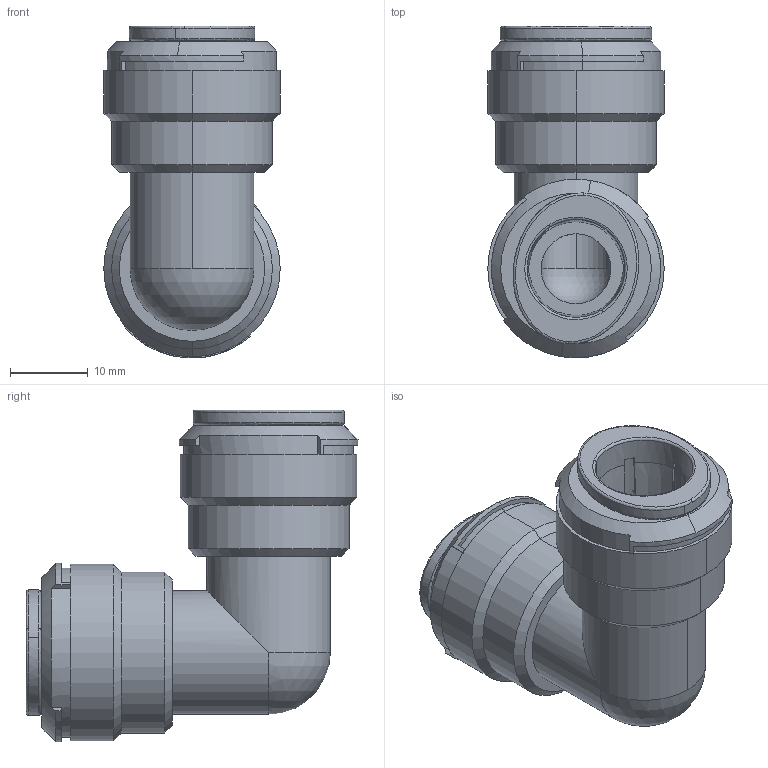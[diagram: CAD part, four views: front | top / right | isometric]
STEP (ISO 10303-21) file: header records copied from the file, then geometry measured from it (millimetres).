
FILE_DESCRIPTION (( 'STEP AP203' ), '1' );
FILE_NAME ('EU 1212M ASSY.STEP', '2016-10-31T07:26:48', ( '' ), ( '' ), 'SwSTEP 2.0', 'SolidWorks 2012', '' );
FILE_SCHEMA (( 'CONFIG_CONTROL_DESIGN' ));
Length unit declared in the file: millimetre
Products named in the file (4): EU 1212M ASSY; cap 12M (諼睡辨); EU 1212M BODY 諼睡辨; CLIP 12M (諼睡辨)
Assembly tree (5 placements, depth 2):
  EU 1212M ASSY
    EU 1212M BODY 諼睡辨
    cap 12M (諼睡辨)  x2
    CLIP 12M (諼睡辨)  x2
Bounding box: 22.7 x 42.72 x 42.72 mm (x, y, z)
Volume: 10706.6 mm3; surface area: 11044.8 mm2
Topology: 5 solids, 5 shells, 530 faces, 1340 edges, 812 vertices
Faces by surface type: cylinder 152, bspline 132, plane 96, cone 64, torus 60, sphere 26
Entity records: 11179 total; most frequent: CARTESIAN_POINT 4338, ORIENTED_EDGE 1422, DIRECTION 1256, EDGE_CURVE 711, AXIS2_PLACEMENT_3D 536, VERTEX_POINT 435, EDGE_LOOP 306, CIRCLE 303
